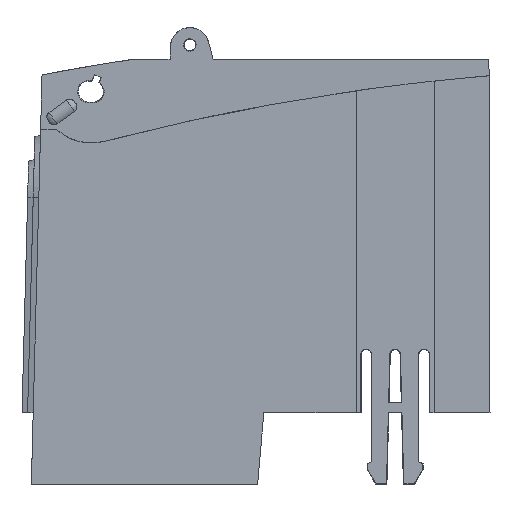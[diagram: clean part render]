
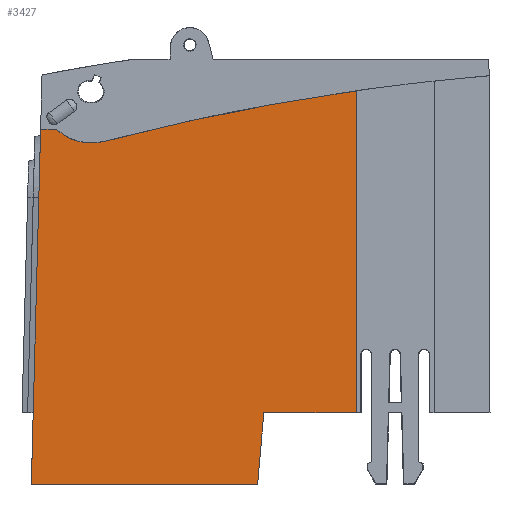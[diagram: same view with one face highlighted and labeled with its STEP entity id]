
A CAD part, left-side view. The second image highlights one B-rep face of the part: STEP entity #3427.
In plain terms, the highlighted planar face has unit normal (-1, 0, 0).
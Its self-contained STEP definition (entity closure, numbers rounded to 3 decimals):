
#3040=CIRCLE('',#10340,10.585);
#3043=CIRCLE('',#10346,467.665);
#3427=ADVANCED_FACE('',(#3978),#3678,.T.);
#3678=PLANE('',#10511);
#3978=FACE_OUTER_BOUND('',#4448,.T.);
#4448=EDGE_LOOP('',(#6136,#6137,#6138,#6139,#6140,#6141,#6142,#6143));
#6136=ORIENTED_EDGE('',*,*,#8326,.T.);
#6137=ORIENTED_EDGE('',*,*,#7983,.T.);
#6138=ORIENTED_EDGE('',*,*,#7973,.T.);
#6139=ORIENTED_EDGE('',*,*,#7969,.F.);
#6140=ORIENTED_EDGE('',*,*,#8177,.T.);
#6141=ORIENTED_EDGE('',*,*,#8322,.T.);
#6142=ORIENTED_EDGE('',*,*,#8325,.T.);
#6143=ORIENTED_EDGE('',*,*,#8327,.F.);
#7098=VERTEX_POINT('',#15769);
#7099=VERTEX_POINT('',#15770);
#7102=VERTEX_POINT('',#15781);
#7110=VERTEX_POINT('',#15808);
#7242=VERTEX_POINT('',#16230);
#7327=VERTEX_POINT('',#16513);
#7328=VERTEX_POINT('',#16517);
#7329=VERTEX_POINT('',#16521);
#7969=EDGE_CURVE('',#7098,#7099,#8850,.T.);
#7973=EDGE_CURVE('',#7102,#7099,#3040,.T.);
#7983=EDGE_CURVE('',#7110,#7102,#3043,.T.);
#8177=EDGE_CURVE('',#7098,#7242,#9008,.T.);
#8322=EDGE_CURVE('',#7242,#7327,#9140,.T.);
#8325=EDGE_CURVE('',#7327,#7328,#9143,.T.);
#8326=EDGE_CURVE('',#7329,#7110,#9144,.T.);
#8327=EDGE_CURVE('',#7329,#7328,#9145,.T.);
#8850=LINE('',#15768,#9657);
#9008=LINE('',#16231,#9815);
#9140=LINE('',#16512,#9947);
#9143=LINE('',#16518,#9950);
#9144=LINE('',#16520,#9951);
#9145=LINE('',#16522,#9952);
#9657=VECTOR('',#11507,1.);
#9815=VECTOR('',#11875,1.);
#9947=VECTOR('',#12137,1.);
#9950=VECTOR('',#12142,1.);
#9951=VECTOR('',#12145,1.);
#9952=VECTOR('',#12146,1.);
#10340=AXIS2_PLACEMENT_3D('',#15780,#11512,#11513);
#10346=AXIS2_PLACEMENT_3D('',#15807,#11530,#11531);
#10511=AXIS2_PLACEMENT_3D('',#16523,#12147,#12148);
#11507=DIRECTION('',(0.,-1.,0.));
#11512=DIRECTION('',(1.,0.,0.));
#11513=DIRECTION('',(0.,0.,1.));
#11530=DIRECTION('',(-1.,0.,0.));
#11531=DIRECTION('',(0.,0.,1.));
#11875=DIRECTION('',(0.,0.026,-1.));
#12137=DIRECTION('',(0.,-1.,0.));
#12142=DIRECTION('',(0.,-0.087,0.996));
#12145=DIRECTION('',(0.,0.,1.));
#12146=DIRECTION('',(0.,1.,0.));
#12147=DIRECTION('',(-1.,0.,0.));
#12148=DIRECTION('',(0.,-1.,0.));
#15768=CARTESIAN_POINT('',(0.,-0.9,72.965));
#15769=CARTESIAN_POINT('',(0.,92.389,72.965));
#15770=CARTESIAN_POINT('',(0.,89.122,72.965));
#15780=CARTESIAN_POINT('',(0.,81.95,80.75));
#15781=CARTESIAN_POINT('',(0.,79.284,70.506));
#15807=CARTESIAN_POINT('',(0.,-38.5,-382.084));
#15808=CARTESIAN_POINT('',(0.,27.52,80.898));
#16230=CARTESIAN_POINT('',(0.,94.3,0.));
#16231=CARTESIAN_POINT('',(0.,93.85,17.181));
#16512=CARTESIAN_POINT('',(0.,50.535,0.));
#16513=CARTESIAN_POINT('',(0.,47.786,0.));
#16517=CARTESIAN_POINT('',(0.,46.5,14.7));
#16518=CARTESIAN_POINT('',(0.,46.14,18.815));
#16520=CARTESIAN_POINT('',(0.,27.52,14.7));
#16521=CARTESIAN_POINT('',(0.,27.52,14.7));
#16522=CARTESIAN_POINT('',(0.,46.5,14.7));
#16523=CARTESIAN_POINT('',(0.,-0.9,14.7));
